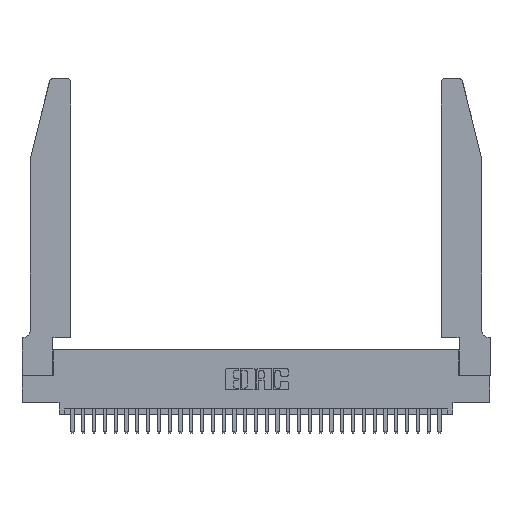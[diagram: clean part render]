
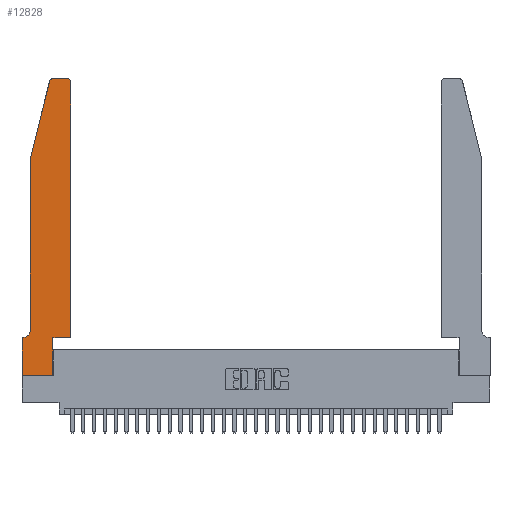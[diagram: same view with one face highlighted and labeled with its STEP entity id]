
A CAD part, top view. The second image highlights one B-rep face of the part: STEP entity #12828.
In plain terms, the highlighted planar face has unit normal (0, 0, 1).
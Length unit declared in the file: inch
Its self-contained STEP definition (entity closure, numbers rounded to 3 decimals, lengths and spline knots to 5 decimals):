
#640 = CARTESIAN_POINT ( 'NONE',  ( 0.0755, 2., 0.37 ) ) ;
#1707 = CARTESIAN_POINT ( 'NONE',  ( 0.0055, 0.35, 0.37 ) ) ;
#1731 = CARTESIAN_POINT ( 'NONE',  ( 0.0755, 0.35, 0.37 ) ) ;
#2662 = VERTEX_POINT ( 'NONE', #9731 ) ;
#2791 = ORIENTED_EDGE ( 'NONE', *, *, #31284, .T. ) ;
#2815 = CARTESIAN_POINT ( 'NONE',  ( 0.4505, 0.35, 0.37 ) ) ;
#3127 = CARTESIAN_POINT ( 'NONE',  ( 0.0055, 0.42, 0.37 ) ) ;
#3539 = ORIENTED_EDGE ( 'NONE', *, *, #11925, .T. ) ;
#3623 = VECTOR ( 'NONE', #22714, 39.37008 ) ;
#3785 = VECTOR ( 'NONE', #6510, 39.37008 ) ;
#3832 = CARTESIAN_POINT ( 'NONE',  ( 0., 0., 0.37 ) ) ;
#4217 = EDGE_CURVE ( 'NONE', #11863, #29217, #22951, .T. ) ;
#4610 = VERTEX_POINT ( 'NONE', #10064 ) ;
#4652 = LINE ( 'NONE', #2815, #30402 ) ;
#5403 = DIRECTION ( 'NONE',  ( 0., 1., 0. ) ) ;
#5541 = CARTESIAN_POINT ( 'NONE',  ( 0.4505, 0.35, 0.37 ) ) ;
#5559 = ORIENTED_EDGE ( 'NONE', *, *, #4217, .T. ) ;
#5744 = DIRECTION ( 'NONE',  ( -1., 0., 0. ) ) ;
#5947 = VECTOR ( 'NONE', #27754, 39.37008 ) ;
#6125 = EDGE_CURVE ( 'NONE', #11454, #19653, #30983, .T. ) ;
#6282 = PLANE ( 'NONE',  #16164 ) ;
#6510 = DIRECTION ( 'NONE',  ( 0., -1., 0. ) ) ;
#6981 = DIRECTION ( 'NONE',  ( 0., 0., 1. ) ) ;
#7019 = CARTESIAN_POINT ( 'NONE',  ( 0.25487, 2.72718, 0.37 ) ) ;
#7665 = AXIS2_PLACEMENT_3D ( 'NONE', #3127, #21097, #5744 ) ;
#8263 = ORIENTED_EDGE ( 'NONE', *, *, #9627, .T. ) ;
#8729 = EDGE_CURVE ( 'NONE', #19653, #23412, #4652, .T. ) ;
#9352 = VECTOR ( 'NONE', #17143, 39.37008 ) ;
#9495 = CARTESIAN_POINT ( 'NONE',  ( 0.2605, 2.75, 0.37 ) ) ;
#9627 = EDGE_CURVE ( 'NONE', #2662, #30030, #24255, .T. ) ;
#9731 = CARTESIAN_POINT ( 'NONE',  ( 0., 0.35, 0.37 ) ) ;
#9964 = FACE_OUTER_BOUND ( 'NONE', #16832, .T. ) ;
#10064 = CARTESIAN_POINT ( 'NONE',  ( 0.2865, 0., 0.37 ) ) ;
#10869 = EDGE_CURVE ( 'NONE', #13443, #13400, #24454, .T. ) ;
#10871 = VECTOR ( 'NONE', #12051, 39.37008 ) ;
#11122 = CARTESIAN_POINT ( 'NONE',  ( 0.0755, 2., 0.37 ) ) ;
#11454 = VERTEX_POINT ( 'NONE', #15692 ) ;
#11470 = DIRECTION ( 'NONE',  ( 1., 0., 0. ) ) ;
#11863 = VERTEX_POINT ( 'NONE', #7019 ) ;
#11925 = EDGE_CURVE ( 'NONE', #4610, #11454, #33345, .T. ) ;
#12051 = DIRECTION ( 'NONE',  ( -1., 0., 0. ) ) ;
#12641 = ORIENTED_EDGE ( 'NONE', *, *, #17818, .T. ) ;
#12828 = ADVANCED_FACE ( 'NONE', ( #9964 ), #6282, .T. ) ;
#13400 = VERTEX_POINT ( 'NONE', #24164 ) ;
#13443 = VERTEX_POINT ( 'NONE', #20030 ) ;
#13908 = CARTESIAN_POINT ( 'NONE',  ( 0.284, 2.72, 0.37 ) ) ;
#14981 = EDGE_CURVE ( 'NONE', #30030, #4610, #21007, .T. ) ;
#15352 = ORIENTED_EDGE ( 'NONE', *, *, #10869, .T. ) ;
#15692 = CARTESIAN_POINT ( 'NONE',  ( 0.2865, 0.35, 0.37 ) ) ;
#16124 = LINE ( 'NONE', #1731, #9352 ) ;
#16164 = AXIS2_PLACEMENT_3D ( 'NONE', #24207, #26780, #11470 ) ;
#16418 = AXIS2_PLACEMENT_3D ( 'NONE', #22310, #6981, #24886 ) ;
#16440 = DIRECTION ( 'NONE',  ( 1., 0., 0. ) ) ;
#16634 = LINE ( 'NONE', #26566, #29475 ) ;
#16832 = EDGE_LOOP ( 'NONE', ( #15352, #12641, #5559, #20636, #26286, #2791, #8263, #22590, #3539, #17144, #22153, #29243 ) ) ;
#17143 = DIRECTION ( 'NONE',  ( -1., 0., 0. ) ) ;
#17144 = ORIENTED_EDGE ( 'NONE', *, *, #6125, .T. ) ;
#17818 = EDGE_CURVE ( 'NONE', #13400, #11863, #23404, .T. ) ;
#18395 = EDGE_CURVE ( 'NONE', #29564, #20734, #19016, .T. ) ;
#18766 = DIRECTION ( 'NONE',  ( -0.239, -0.971, 0. ) ) ;
#19016 = CIRCLE ( 'NONE', #7665, 0.07 ) ;
#19196 = DIRECTION ( 'NONE',  ( 1., 0., 0. ) ) ;
#19219 = AXIS2_PLACEMENT_3D ( 'NONE', #13908, #31875, #16440 ) ;
#19267 = CARTESIAN_POINT ( 'NONE',  ( 0., 0., 0.37 ) ) ;
#19653 = VERTEX_POINT ( 'NONE', #5541 ) ;
#20030 = CARTESIAN_POINT ( 'NONE',  ( 0.4205, 2.75, 0.37 ) ) ;
#20038 = CARTESIAN_POINT ( 'NONE',  ( 0.0755, 0.42, 0.37 ) ) ;
#20636 = ORIENTED_EDGE ( 'NONE', *, *, #27986, .T. ) ;
#20734 = VERTEX_POINT ( 'NONE', #1707 ) ;
#21007 = LINE ( 'NONE', #3832, #21816 ) ;
#21097 = DIRECTION ( 'NONE',  ( 0., 0., -1. ) ) ;
#21816 = VECTOR ( 'NONE', #19196, 39.37008 ) ;
#22153 = ORIENTED_EDGE ( 'NONE', *, *, #8729, .T. ) ;
#22310 = CARTESIAN_POINT ( 'NONE',  ( 0.4205, 2.72, 0.37 ) ) ;
#22590 = ORIENTED_EDGE ( 'NONE', *, *, #14981, .T. ) ;
#22714 = DIRECTION ( 'NONE',  ( 1., 0., 0. ) ) ;
#22951 = LINE ( 'NONE', #640, #29005 ) ;
#23404 = CIRCLE ( 'NONE', #19219, 0.03 ) ;
#23412 = VERTEX_POINT ( 'NONE', #23756 ) ;
#23756 = CARTESIAN_POINT ( 'NONE',  ( 0.4505, 2.72, 0.37 ) ) ;
#24164 = CARTESIAN_POINT ( 'NONE',  ( 0.284, 2.75, 0.37 ) ) ;
#24207 = CARTESIAN_POINT ( 'NONE',  ( 0., 0.35, 0.37 ) ) ;
#24255 = LINE ( 'NONE', #19267, #3785 ) ;
#24454 = LINE ( 'NONE', #9495, #10871 ) ;
#24886 = DIRECTION ( 'NONE',  ( 1., 0., 0. ) ) ;
#25142 = CARTESIAN_POINT ( 'NONE',  ( 0.2865, 0.35, 0.37 ) ) ;
#26286 = ORIENTED_EDGE ( 'NONE', *, *, #18395, .T. ) ;
#26566 = CARTESIAN_POINT ( 'NONE',  ( 0.0755, 2., 0.37 ) ) ;
#26780 = DIRECTION ( 'NONE',  ( 0., 0., 1. ) ) ;
#27754 = DIRECTION ( 'NONE',  ( 0., 1., 0. ) ) ;
#27986 = EDGE_CURVE ( 'NONE', #29217, #29564, #16634, .T. ) ;
#29005 = VECTOR ( 'NONE', #18766, 39.37008 ) ;
#29181 = DIRECTION ( 'NONE',  ( 0., -1., 0. ) ) ;
#29217 = VERTEX_POINT ( 'NONE', #11122 ) ;
#29243 = ORIENTED_EDGE ( 'NONE', *, *, #30736, .T. ) ;
#29475 = VECTOR ( 'NONE', #29181, 39.37008 ) ;
#29564 = VERTEX_POINT ( 'NONE', #20038 ) ;
#30030 = VERTEX_POINT ( 'NONE', #32342 ) ;
#30402 = VECTOR ( 'NONE', #5403, 39.37008 ) ;
#30411 = CARTESIAN_POINT ( 'NONE',  ( 0.4505, 0.35, 0.37 ) ) ;
#30736 = EDGE_CURVE ( 'NONE', #23412, #13443, #32635, .T. ) ;
#30983 = LINE ( 'NONE', #30411, #3623 ) ;
#31284 = EDGE_CURVE ( 'NONE', #20734, #2662, #16124, .T. ) ;
#31875 = DIRECTION ( 'NONE',  ( 0., 0., 1. ) ) ;
#32342 = CARTESIAN_POINT ( 'NONE',  ( 0., 0., 0.37 ) ) ;
#32635 = CIRCLE ( 'NONE', #16418, 0.03 ) ;
#33345 = LINE ( 'NONE', #25142, #5947 ) ;
